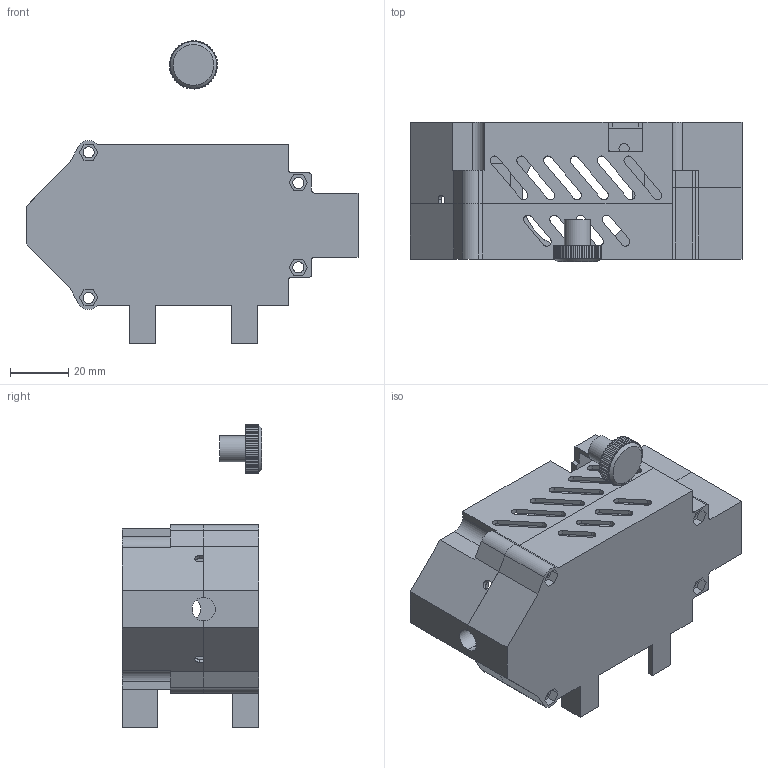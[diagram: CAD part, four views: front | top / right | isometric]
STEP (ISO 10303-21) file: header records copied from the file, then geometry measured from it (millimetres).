
FILE_DESCRIPTION(/* description */ (''),/* implementation_level */ '2;1');
FILE_NAME(/* name */ 'Case_Spot Welder_V3.step',/* time_stamp */ '2019-08-28T08:25:08+02:00',/* author */ ('marc328'),/* organization */ (''),/* preprocessor_version */ 'ST-DEVELOPER v17.2',/* originating_system */ 'Autodesk Translation Framework v7.6.0.251',/* authorisation */ '');
FILE_SCHEMA (('AUTOMOTIVE_DESIGN { 1 0 10303 214 3 1 1 }'));
Length unit declared in the file: millimetre
Products named in the file (1): Case_Spot Welder_V3
Bounding box: 114 x 48 x 103.9 mm (x, y, z)
Volume: 55111.9 mm3; surface area: 50086.2 mm2
Topology: 3 solids, 3 shells, 495 faces, 1351 edges, 872 vertices
Faces by surface type: plane 310, cylinder 183, cone 2
Full cylindrical faces by diameter (mm): 3.8 x12, 6.3 x1, 9 x1, 13 x1
Entity records: 15800 total; most frequent: DIRECTION 2767, CARTESIAN_POINT 2719, ORIENTED_EDGE 2702, EDGE_CURVE 1351, LINE 927, VECTOR 927, AXIS2_PLACEMENT_3D 920, VERTEX_POINT 872
